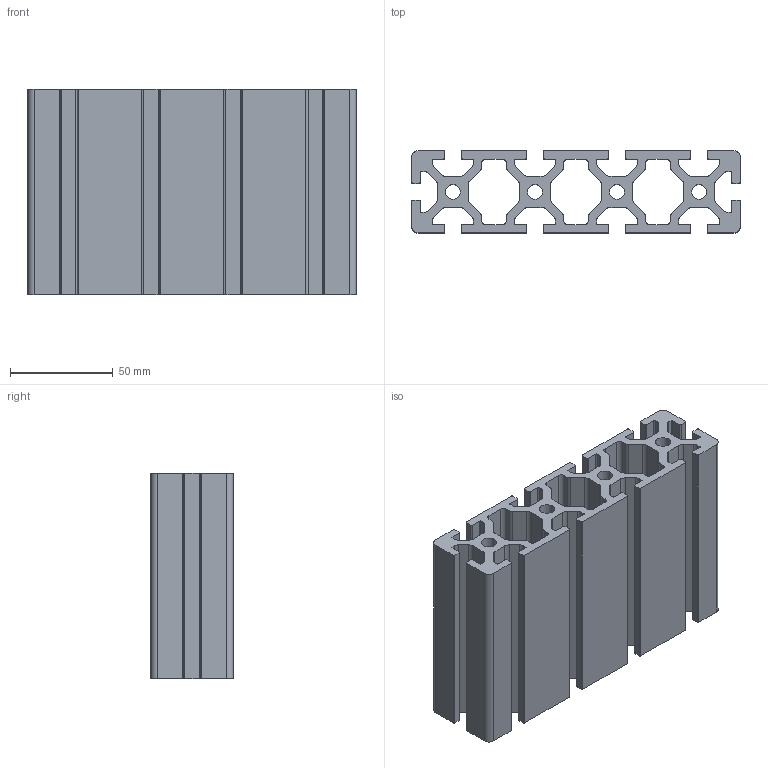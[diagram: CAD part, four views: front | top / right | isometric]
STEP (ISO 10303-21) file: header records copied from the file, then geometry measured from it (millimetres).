
FILE_DESCRIPTION(/* description */ ('Profil 40x160'),/* implementation_level */ '2;1');
FILE_NAME(/* name */ '104016.stp',/* time_stamp */ '2018-04-29T15:31:49+02:00',/* author */ ('Roudná'),/* organization */ ('Alutec K&K'),/* preprocessor_version */ 'ST-DEVELOPER v16.1',/* originating_system */ 'Autodesk Inventor 2016',/* authorisation */ '');
FILE_SCHEMA (('AUTOMOTIVE_DESIGN { 1 0 10303 214 3 1 1 }'));
Length unit declared in the file: millimetre
Products named in the file (1): 104016
Bounding box: 160 x 40 x 100 mm (x, y, z)
Volume: 272916.1 mm3; surface area: 123012.7 mm2
Topology: 1 solids, 1 shells, 286 faces, 856 edges, 572 vertices
Faces by surface type: cylinder 144, plane 142
Full cylindrical faces by diameter (mm): 7.3 x4
Entity records: 9716 total; most frequent: DIRECTION 1710, CARTESIAN_POINT 1703, ORIENTED_EDGE 1696, EDGE_CURVE 848, AXIS2_PLACEMENT_3D 575, VERTEX_POINT 568, LINE 560, VECTOR 560
